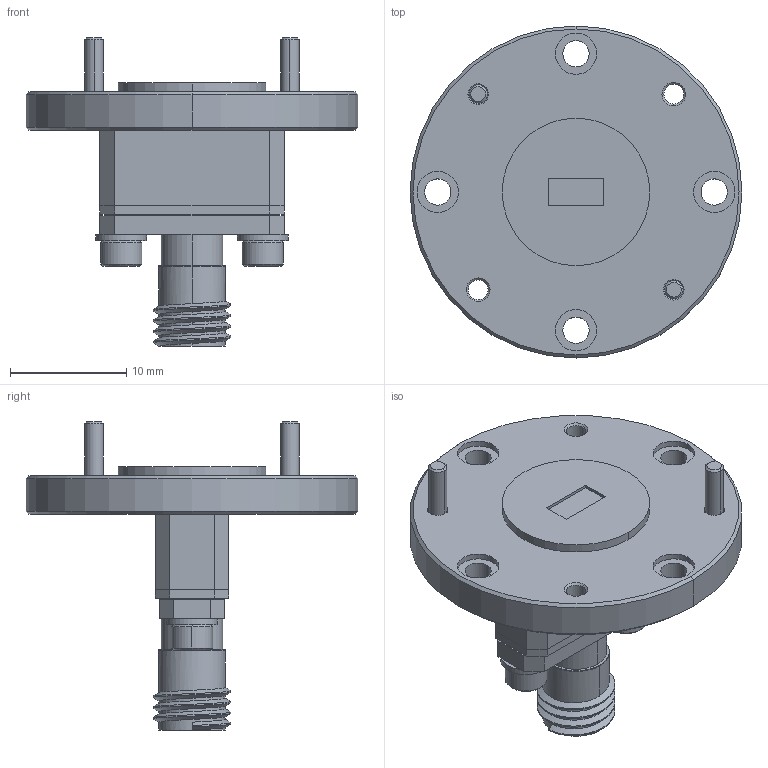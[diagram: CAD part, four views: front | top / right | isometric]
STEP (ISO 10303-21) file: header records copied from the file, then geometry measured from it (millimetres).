
FILE_DESCRIPTION (( 'STEP AP203' ), '1' );
FILE_NAME ('WC-UE, Female.STEP', '2022-10-06T15:37:21', ( '' ), ( '' ), 'SwSTEP 2.0', 'SolidWorks 2021', '' );
FILE_SCHEMA (( 'CONFIG_CONTROL_DESIGN' ));
Length unit declared in the file: inch
Products named in the file (1): WC-UE, Female
Bounding box: 28.57 x 28.57 x 26.52 mm (x, y, z)
Volume: 3210.7 mm3; surface area: 2977.8 mm2
Topology: 9 solids, 9 shells, 189 faces, 412 edges, 256 vertices
Faces by surface type: plane 79, cylinder 63, cone 42, bspline 3, torus 2
Entity records: 5828 total; most frequent: CARTESIAN_POINT 1553, DIRECTION 906, ORIENTED_EDGE 824, EDGE_CURVE 412, AXIS2_PLACEMENT_3D 346, VERTEX_POINT 256, EDGE_LOOP 224, LINE 214
